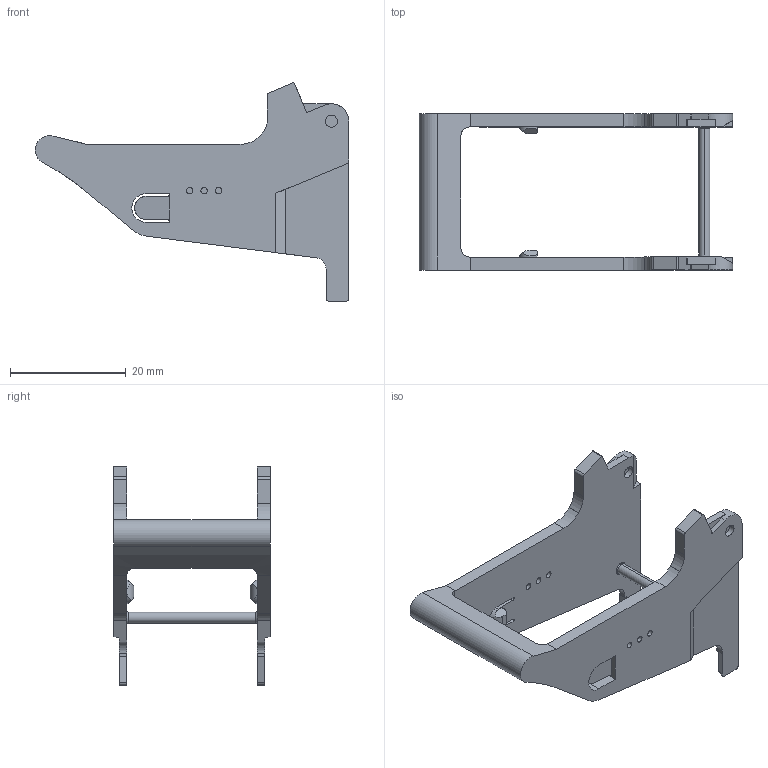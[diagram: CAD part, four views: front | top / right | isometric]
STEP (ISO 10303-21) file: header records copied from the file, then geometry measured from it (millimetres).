
FILE_DESCRIPTION((''),'2;1');
FILE_NAME('C-2-1415526-1','2015-02-19T',('workeradm'),('Tyco Electronics Ltd.'),'PRO/ENGINEER BY PARAMETRIC TECHNOLOGY CORPORATION, 2014090','PRO/ENGINEER BY PARAMETRIC TECHNOLOGY CORPORATION, 2014090','');
FILE_SCHEMA(('AUTOMOTIVE_DESIGN { 1 0 10303 214 1 1 1 1 }'));
Length unit declared in the file: millimetre
Products named in the file (1): C-2-1415526-1
Bounding box: 54.19 x 27 x 37.76 mm (x, y, z)
Volume: 4790.6 mm3; surface area: 5298.6 mm2
Topology: 1 solids, 1 shells, 162 faces, 426 edges, 282 vertices
Faces by surface type: plane 82, cylinder 76, torus 4
Entity records: 5411 total; most frequent: CARTESIAN_POINT 1145, DIRECTION 852, ORIENTED_EDGE 852, EDGE_CURVE 426, AXIS2_PLACEMENT_3D 298, VERTEX_POINT 282, VECTOR 256, LINE 256
